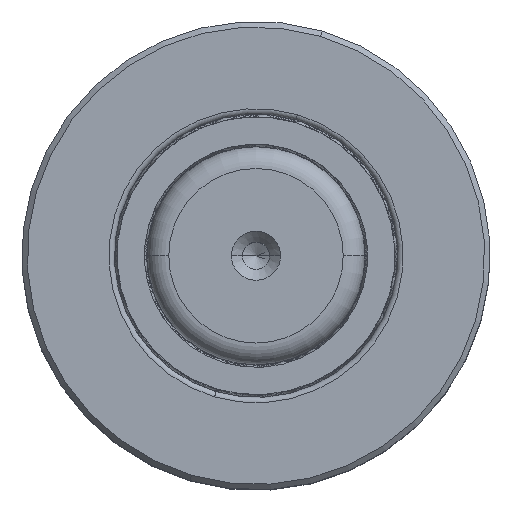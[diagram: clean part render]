
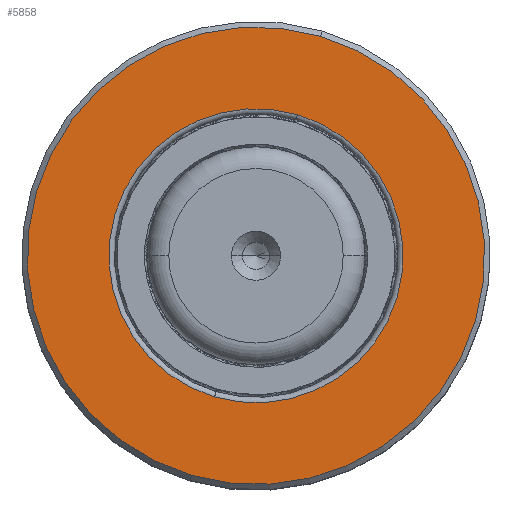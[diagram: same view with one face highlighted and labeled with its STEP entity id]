
A CAD part, top view. The second image highlights one B-rep face of the part: STEP entity #5858.
In plain terms, the highlighted face is planar.
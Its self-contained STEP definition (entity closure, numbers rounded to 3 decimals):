
#464 = DIRECTION ( 'NONE',  ( 0., 0., -1. ) ) ;
#1448 = CIRCLE ( 'NONE', #3360, 13.5 ) ;
#1951 = DIRECTION ( 'NONE',  ( 0., 0., -1. ) ) ;
#3360 = AXIS2_PLACEMENT_3D ( 'NONE', #34531, #15671, #13181 ) ;
#4016 = EDGE_CURVE ( 'NONE', #34178, #34195, #33306, .T. ) ;
#4221 = ORIENTED_EDGE ( 'NONE', *, *, #15092, .F. ) ;
#5858 = ADVANCED_FACE ( 'NONE', ( #5922, #23834 ), #25067, .T. ) ;
#5922 = FACE_BOUND ( 'NONE', #33315, .T. ) ;
#6521 = CARTESIAN_POINT ( 'NONE',  ( 0., 15.687, -13.5 ) ) ;
#7741 = VERTEX_POINT ( 'NONE', #8735 ) ;
#7886 = VERTEX_POINT ( 'NONE', #30224 ) ;
#8735 = CARTESIAN_POINT ( 'NONE',  ( 0., 15.687, -21. ) ) ;
#8791 = DIRECTION ( 'NONE',  ( 0., 1., 0. ) ) ;
#11893 = AXIS2_PLACEMENT_3D ( 'NONE', #32073, #18326, #1951 ) ;
#12558 = ORIENTED_EDGE ( 'NONE', *, *, #15721, .T. ) ;
#13181 = DIRECTION ( 'NONE',  ( 0., 0., -1. ) ) ;
#13978 = DIRECTION ( 'NONE',  ( 0., -1., 0. ) ) ;
#14528 = DIRECTION ( 'NONE',  ( 0., -1., 0. ) ) ;
#15092 = EDGE_CURVE ( 'NONE', #7741, #7886, #27074, .T. ) ;
#15121 = CIRCLE ( 'NONE', #29738, 21. ) ;
#15671 = DIRECTION ( 'NONE',  ( 0., -1., 0. ) ) ;
#15721 = EDGE_CURVE ( 'NONE', #34195, #34178, #1448, .T. ) ;
#16598 = CARTESIAN_POINT ( 'NONE',  ( 0., 15.687, 0. ) ) ;
#17143 = ORIENTED_EDGE ( 'NONE', *, *, #20694, .F. ) ;
#18326 = DIRECTION ( 'NONE',  ( 0., -1., 0. ) ) ;
#19622 = ORIENTED_EDGE ( 'NONE', *, *, #4016, .T. ) ;
#20694 = EDGE_CURVE ( 'NONE', #7886, #7741, #15121, .T. ) ;
#21498 = AXIS2_PLACEMENT_3D ( 'NONE', #22104, #8791, #27846 ) ;
#22050 = CARTESIAN_POINT ( 'NONE',  ( 0., 15.687, 13.5 ) ) ;
#22104 = CARTESIAN_POINT ( 'NONE',  ( 21., 15.687, 0. ) ) ;
#23834 = FACE_OUTER_BOUND ( 'NONE', #34325, .T. ) ;
#25067 = PLANE ( 'NONE',  #21498 ) ;
#27074 = CIRCLE ( 'NONE', #11893, 21. ) ;
#27846 = DIRECTION ( 'NONE',  ( 0., 0., 1. ) ) ;
#28121 = DIRECTION ( 'NONE',  ( 0., 0., -1. ) ) ;
#28234 = CARTESIAN_POINT ( 'NONE',  ( 0., 15.687, 0. ) ) ;
#29738 = AXIS2_PLACEMENT_3D ( 'NONE', #16598, #13978, #464 ) ;
#30224 = CARTESIAN_POINT ( 'NONE',  ( 0., 15.687, 21. ) ) ;
#30648 = AXIS2_PLACEMENT_3D ( 'NONE', #28234, #14528, #28121 ) ;
#32073 = CARTESIAN_POINT ( 'NONE',  ( 0., 15.687, 0. ) ) ;
#33306 = CIRCLE ( 'NONE', #30648, 13.5 ) ;
#33315 = EDGE_LOOP ( 'NONE', ( #12558, #19622 ) ) ;
#34178 = VERTEX_POINT ( 'NONE', #22050 ) ;
#34195 = VERTEX_POINT ( 'NONE', #6521 ) ;
#34325 = EDGE_LOOP ( 'NONE', ( #4221, #17143 ) ) ;
#34531 = CARTESIAN_POINT ( 'NONE',  ( 0., 15.687, 0. ) ) ;
